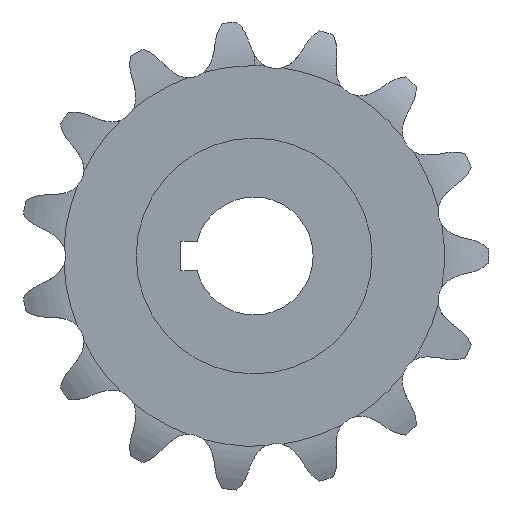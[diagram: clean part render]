
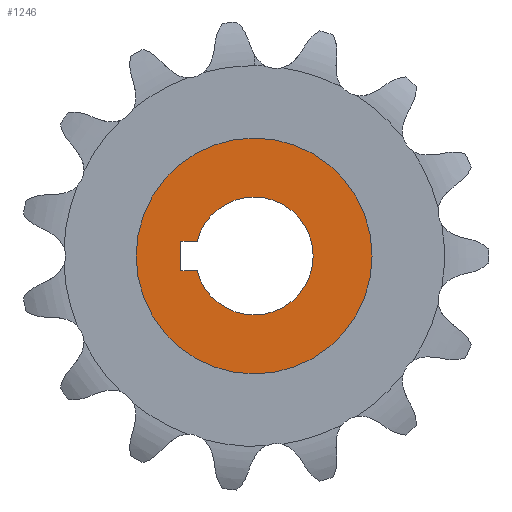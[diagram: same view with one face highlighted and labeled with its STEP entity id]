
A CAD part, left-side view. The second image highlights one B-rep face of the part: STEP entity #1246.
In plain terms, the highlighted planar face has unit normal (-1, 0, 0).
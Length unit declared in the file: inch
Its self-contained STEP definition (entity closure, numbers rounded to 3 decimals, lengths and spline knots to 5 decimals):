
#5 = CARTESIAN_POINT ( 'NONE',  ( -0.25, 0., 0. ) ) ;
#36 = ORIENTED_EDGE ( 'NONE', *, *, #5300, .T. ) ;
#74 = EDGE_CURVE ( 'NONE', #5503, #1606, #574, .T. ) ;
#324 = CIRCLE ( 'NONE', #4561, 0.25 ) ;
#402 = CIRCLE ( 'NONE', #4362, 0.25 ) ;
#468 = CIRCLE ( 'NONE', #2974, 0.5 ) ;
#473 = AXIS2_PLACEMENT_3D ( 'NONE', #5, #3369, #491 ) ;
#491 = DIRECTION ( 'NONE',  ( 0., 0., 1. ) ) ;
#495 = FACE_BOUND ( 'NONE', #5275, .T. ) ;
#574 = LINE ( 'NONE', #3170, #4291 ) ;
#648 = CARTESIAN_POINT ( 'NONE',  ( -0.25, 0.31, 0. ) ) ;
#682 = VERTEX_POINT ( 'NONE', #2707 ) ;
#711 = CARTESIAN_POINT ( 'NONE',  ( -0.25, 0., -0.25 ) ) ;
#949 = DIRECTION ( 'NONE',  ( 0., -1., 0. ) ) ;
#1080 = CARTESIAN_POINT ( 'NONE',  ( -0.25, 0.24206, -0.0625 ) ) ;
#1081 = CIRCLE ( 'NONE', #1320, 0.25 ) ;
#1225 = CIRCLE ( 'NONE', #473, 0.5 ) ;
#1246 = ADVANCED_FACE ( 'NONE', ( #4201, #495 ), #5229, .T. ) ;
#1320 = AXIS2_PLACEMENT_3D ( 'NONE', #4263, #1362, #4755 ) ;
#1362 = DIRECTION ( 'NONE',  ( 1., 0., 0. ) ) ;
#1431 = CARTESIAN_POINT ( 'NONE',  ( -0.25, 0., 0.0625 ) ) ;
#1487 = VERTEX_POINT ( 'NONE', #711 ) ;
#1583 = VERTEX_POINT ( 'NONE', #6108 ) ;
#1606 = VERTEX_POINT ( 'NONE', #3727 ) ;
#1620 = DIRECTION ( 'NONE',  ( 0., 0., 1. ) ) ;
#1701 = DIRECTION ( 'NONE',  ( 1., 0., 0. ) ) ;
#1748 = VECTOR ( 'NONE', #1620, 39.37008 ) ;
#1826 = ORIENTED_EDGE ( 'NONE', *, *, #3536, .T. ) ;
#1921 = AXIS2_PLACEMENT_3D ( 'NONE', #5706, #2823, #6190 ) ;
#2059 = CARTESIAN_POINT ( 'NONE',  ( -0.25, 0., 0.25 ) ) ;
#2090 = CARTESIAN_POINT ( 'NONE',  ( -0.25, 0., -0.5 ) ) ;
#2328 = ORIENTED_EDGE ( 'NONE', *, *, #6250, .T. ) ;
#2478 = VERTEX_POINT ( 'NONE', #2090 ) ;
#2537 = VERTEX_POINT ( 'NONE', #5500 ) ;
#2574 = LINE ( 'NONE', #1431, #4854 ) ;
#2605 = DIRECTION ( 'NONE',  ( 1., 0., 0. ) ) ;
#2681 = ORIENTED_EDGE ( 'NONE', *, *, #3251, .T. ) ;
#2707 = CARTESIAN_POINT ( 'NONE',  ( -0.25, 0., 0.5 ) ) ;
#2807 = CARTESIAN_POINT ( 'NONE',  ( -0.25, 0., 0. ) ) ;
#2823 = DIRECTION ( 'NONE',  ( -1., 0., 0. ) ) ;
#2974 = AXIS2_PLACEMENT_3D ( 'NONE', #2807, #6181, #3289 ) ;
#3098 = EDGE_CURVE ( 'NONE', #1583, #3513, #402, .T. ) ;
#3170 = CARTESIAN_POINT ( 'NONE',  ( -0.25, 0., -0.0625 ) ) ;
#3251 = EDGE_CURVE ( 'NONE', #3513, #1487, #1081, .T. ) ;
#3289 = DIRECTION ( 'NONE',  ( 0., 0., 1. ) ) ;
#3369 = DIRECTION ( 'NONE',  ( -1., 0., 0. ) ) ;
#3433 = ORIENTED_EDGE ( 'NONE', *, *, #74, .T. ) ;
#3513 = VERTEX_POINT ( 'NONE', #2059 ) ;
#3536 = EDGE_CURVE ( 'NONE', #1487, #5503, #324, .T. ) ;
#3727 = CARTESIAN_POINT ( 'NONE',  ( -0.25, 0.31, -0.0625 ) ) ;
#4201 = FACE_OUTER_BOUND ( 'NONE', #4259, .T. ) ;
#4259 = EDGE_LOOP ( 'NONE', ( #6199, #36 ) ) ;
#4263 = CARTESIAN_POINT ( 'NONE',  ( -0.25, 0., 0. ) ) ;
#4291 = VECTOR ( 'NONE', #5604, 39.37008 ) ;
#4326 = LINE ( 'NONE', #648, #1748 ) ;
#4362 = AXIS2_PLACEMENT_3D ( 'NONE', #4604, #1701, #5074 ) ;
#4561 = AXIS2_PLACEMENT_3D ( 'NONE', #5488, #2605, #5969 ) ;
#4604 = CARTESIAN_POINT ( 'NONE',  ( -0.25, 0., 0. ) ) ;
#4755 = DIRECTION ( 'NONE',  ( 0., 0., 1. ) ) ;
#4854 = VECTOR ( 'NONE', #949, 39.37008 ) ;
#5058 = ORIENTED_EDGE ( 'NONE', *, *, #3098, .T. ) ;
#5074 = DIRECTION ( 'NONE',  ( 0., 0., 1. ) ) ;
#5229 = PLANE ( 'NONE',  #1921 ) ;
#5275 = EDGE_LOOP ( 'NONE', ( #5058, #2681, #1826, #3433, #5987, #2328 ) ) ;
#5300 = EDGE_CURVE ( 'NONE', #682, #2478, #468, .T. ) ;
#5488 = CARTESIAN_POINT ( 'NONE',  ( -0.25, 0., 0. ) ) ;
#5500 = CARTESIAN_POINT ( 'NONE',  ( -0.25, 0.31, 0.0625 ) ) ;
#5503 = VERTEX_POINT ( 'NONE', #1080 ) ;
#5604 = DIRECTION ( 'NONE',  ( 0., 1., 0. ) ) ;
#5706 = CARTESIAN_POINT ( 'NONE',  ( -0.25, 0., 0. ) ) ;
#5718 = EDGE_CURVE ( 'NONE', #2478, #682, #1225, .T. ) ;
#5926 = EDGE_CURVE ( 'NONE', #1606, #2537, #4326, .T. ) ;
#5969 = DIRECTION ( 'NONE',  ( 0., 0., 1. ) ) ;
#5987 = ORIENTED_EDGE ( 'NONE', *, *, #5926, .T. ) ;
#6108 = CARTESIAN_POINT ( 'NONE',  ( -0.25, 0.24206, 0.0625 ) ) ;
#6181 = DIRECTION ( 'NONE',  ( -1., 0., 0. ) ) ;
#6190 = DIRECTION ( 'NONE',  ( 0., 0., 1. ) ) ;
#6199 = ORIENTED_EDGE ( 'NONE', *, *, #5718, .T. ) ;
#6250 = EDGE_CURVE ( 'NONE', #2537, #1583, #2574, .T. ) ;
